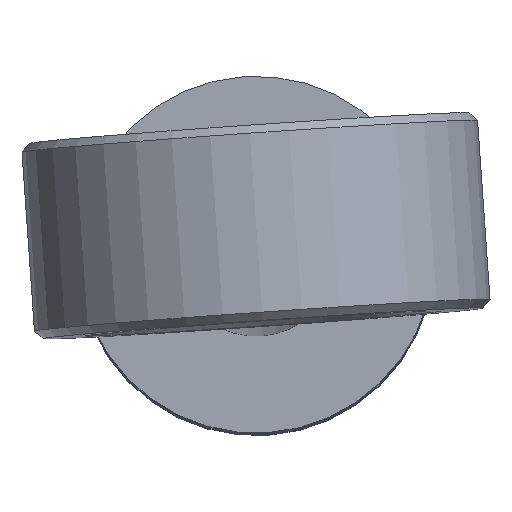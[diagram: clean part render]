
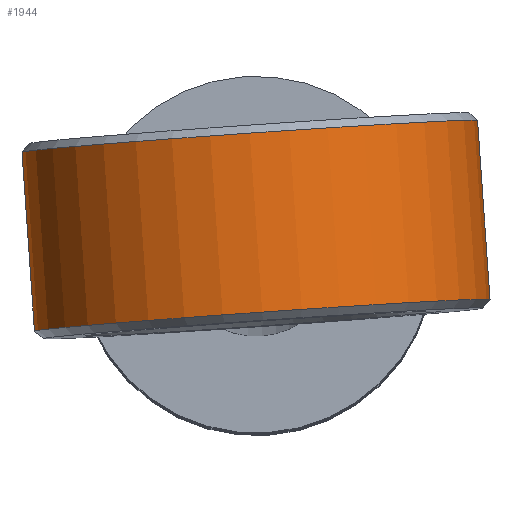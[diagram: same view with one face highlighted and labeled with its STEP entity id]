
A CAD part, front view. The second image highlights one B-rep face of the part: STEP entity #1944.
In plain terms, the highlighted cylindrical face has radius 44.45 mm (diameter 88.9 mm), a partial arc.
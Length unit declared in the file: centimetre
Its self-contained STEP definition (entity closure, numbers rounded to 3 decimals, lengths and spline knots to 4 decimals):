
#83 = EDGE_CURVE ( 'NONE', #1584, #1971, #161, .T. ) ;
#100 = ORIENTED_EDGE ( 'NONE', *, *, #1035, .T. ) ;
#104 = EDGE_CURVE ( 'NONE', #1673, #1971, #642, .T. ) ;
#119 = FACE_OUTER_BOUND ( 'NONE', #650, .T. ) ;
#129 = CARTESIAN_POINT ( 'NONE',  ( -18.4015, 4.445, 25.3229 ) ) ;
#161 = LINE ( 'NONE', #907, #1394 ) ;
#190 = CARTESIAN_POINT ( 'NONE',  ( -22.8465, 4.445, 25.4818 ) ) ;
#555 = DIRECTION ( 'NONE',  ( 1., 0., 0. ) ) ;
#578 = CARTESIAN_POINT ( 'NONE',  ( -22.8465, 4.445, 28.9743 ) ) ;
#642 = CIRCLE ( 'NONE', #1310, 4.445 ) ;
#650 = EDGE_LOOP ( 'NONE', ( #100, #1855, #822, #1321 ) ) ;
#738 = EDGE_CURVE ( 'NONE', #2221, #1673, #2001, .T. ) ;
#763 = CIRCLE ( 'NONE', #2166, 4.445 ) ;
#822 = ORIENTED_EDGE ( 'NONE', *, *, #104, .T. ) ;
#892 = DIRECTION ( 'NONE',  ( 1., 0., 0. ) ) ;
#907 = CARTESIAN_POINT ( 'NONE',  ( -13.9565, 4.445, 25.3229 ) ) ;
#945 = CARTESIAN_POINT ( 'NONE',  ( -18.4015, 4.445, 28.9743 ) ) ;
#1035 = EDGE_CURVE ( 'NONE', #1584, #2221, #763, .T. ) ;
#1045 = CARTESIAN_POINT ( 'NONE',  ( -22.8465, 4.445, 25.3229 ) ) ;
#1074 = DIRECTION ( 'NONE',  ( 0., 0., 1. ) ) ;
#1107 = DIRECTION ( 'NONE',  ( 0., 0., -1. ) ) ;
#1193 = DIRECTION ( 'NONE',  ( 1., 0., 0. ) ) ;
#1310 = AXIS2_PLACEMENT_3D ( 'NONE', #945, #1107, #555 ) ;
#1312 = VECTOR ( 'NONE', #2015, 100. ) ;
#1321 = ORIENTED_EDGE ( 'NONE', *, *, #83, .F. ) ;
#1392 = DIRECTION ( 'NONE',  ( 0., 0., 1. ) ) ;
#1394 = VECTOR ( 'NONE', #1442, 100. ) ;
#1416 = CARTESIAN_POINT ( 'NONE',  ( -13.9565, 4.445, 28.9743 ) ) ;
#1442 = DIRECTION ( 'NONE',  ( 0., 0., 1. ) ) ;
#1584 = VERTEX_POINT ( 'NONE', #2354 ) ;
#1673 = VERTEX_POINT ( 'NONE', #578 ) ;
#1855 = ORIENTED_EDGE ( 'NONE', *, *, #738, .T. ) ;
#1944 = ADVANCED_FACE ( 'NONE', ( #119 ), #2408, .T. ) ;
#1971 = VERTEX_POINT ( 'NONE', #1416 ) ;
#2001 = LINE ( 'NONE', #1045, #1312 ) ;
#2015 = DIRECTION ( 'NONE',  ( 0., 0., 1. ) ) ;
#2166 = AXIS2_PLACEMENT_3D ( 'NONE', #2350, #1392, #1193 ) ;
#2172 = AXIS2_PLACEMENT_3D ( 'NONE', #129, #1074, #892 ) ;
#2221 = VERTEX_POINT ( 'NONE', #190 ) ;
#2350 = CARTESIAN_POINT ( 'NONE',  ( -18.4015, 4.445, 25.4818 ) ) ;
#2354 = CARTESIAN_POINT ( 'NONE',  ( -13.9565, 4.445, 25.4818 ) ) ;
#2408 = CYLINDRICAL_SURFACE ( 'NONE', #2172, 4.445 ) ;
